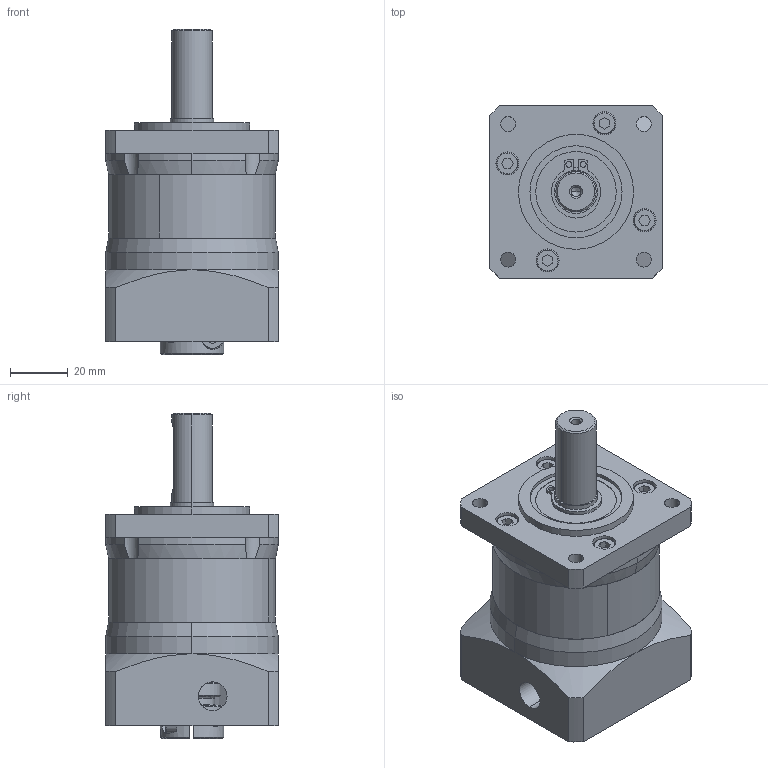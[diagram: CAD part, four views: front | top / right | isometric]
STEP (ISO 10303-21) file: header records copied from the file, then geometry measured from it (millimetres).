
FILE_DESCRIPTION (( 'STEP AP214' ), '1' );
FILE_NAME ('EG24-G10.STEP', '2025-03-07T08:50:37', ( '' ), ( '' ), 'SwSTEP 2.0', 'SolidWorks 2023', '' );
FILE_SCHEMA (( 'AUTOMOTIVE_DESIGN' ));
Length unit declared in the file: millimetre
Products named in the file (10): M4hexagon socket head cap screw_2.STEP; M4hexagon socket head cap screw; 15circlip_2.STEP; EG23 output shaft_1.STEP; 60 gear ring-1_1.STEP; EG23input shaft-10; 6002_2.STEP; EG24-G10; EG24-G10.STEP; EG23input flangeMB-50_2.STEP
Assembly tree (17 placements, depth 3):
  EG24-G10
    EG24-G10.STEP
      60 gear ring-1_1.STEP
      EG23 output shaft_1.STEP
      M4hexagon socket head cap screw_2.STEP  x8
      15circlip_2.STEP
      EG23input flangeMB-50_2.STEP
      6002_2.STEP
    EG23input shaft-10
    M4hexagon socket head cap screw  x2
Bounding box: 60 x 60 x 113 mm (x, y, z)
Volume: 209857.5 mm3; surface area: 55141 mm2
Topology: 16 solids, 16 shells, 412 faces, 978 edges, 633 vertices
Faces by surface type: cylinder 178, plane 160, cone 40, bspline 34
Entity records: 10890 total; most frequent: CARTESIAN_POINT 3256, DIRECTION 1624, ORIENTED_EDGE 1456, EDGE_CURVE 728, AXIS2_PLACEMENT_3D 668, VERTEX_POINT 473, EDGE_LOOP 389, CIRCLE 357
